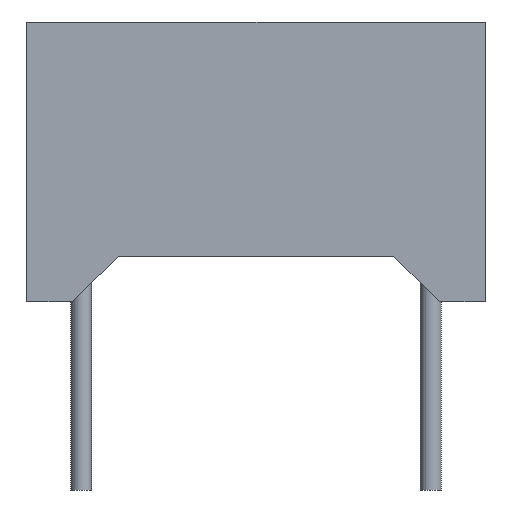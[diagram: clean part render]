
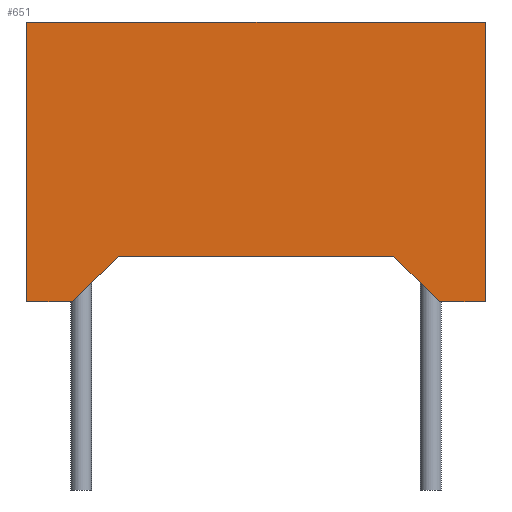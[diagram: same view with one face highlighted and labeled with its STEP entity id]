
A CAD part, left-side view. The second image highlights one B-rep face of the part: STEP entity #651.
In plain terms, the highlighted planar face has unit normal (-1, 0, 0).
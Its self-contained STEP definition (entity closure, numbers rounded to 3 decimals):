
#49=PLANE('',#727);
#89=FACE_OUTER_BOUND('',#140,.T.);
#140=EDGE_LOOP('',(#546,#547,#548,#549,#550,#551,#552,#553));
#158=LINE('',#1002,#217);
#166=LINE('',#1020,#225);
#187=LINE('',#1059,#246);
#193=LINE('',#1071,#252);
#194=LINE('',#1074,#253);
#196=LINE('',#1078,#255);
#197=LINE('',#1080,#256);
#198=LINE('',#1081,#257);
#217=VECTOR('',#837,10.);
#225=VECTOR('',#849,10.);
#246=VECTOR('',#882,10.);
#252=VECTOR('',#894,10.);
#253=VECTOR('',#897,10.);
#255=VECTOR('',#901,10.);
#256=VECTOR('',#902,10.);
#257=VECTOR('',#903,10.);
#309=VERTEX_POINT('',#999);
#310=VERTEX_POINT('',#1001);
#317=VERTEX_POINT('',#1017);
#318=VERTEX_POINT('',#1019);
#333=VERTEX_POINT('',#1069);
#334=VERTEX_POINT('',#1073);
#335=VERTEX_POINT('',#1077);
#336=VERTEX_POINT('',#1079);
#374=EDGE_CURVE('',#310,#309,#158,.T.);
#382=EDGE_CURVE('',#318,#317,#166,.T.);
#403=EDGE_CURVE('',#309,#318,#187,.T.);
#409=EDGE_CURVE('',#333,#317,#193,.T.);
#410=EDGE_CURVE('',#310,#334,#194,.T.);
#412=EDGE_CURVE('',#333,#335,#196,.T.);
#413=EDGE_CURVE('',#336,#335,#197,.T.);
#414=EDGE_CURVE('',#334,#336,#198,.T.);
#546=ORIENTED_EDGE('',*,*,#374,.T.);
#547=ORIENTED_EDGE('',*,*,#403,.T.);
#548=ORIENTED_EDGE('',*,*,#382,.T.);
#549=ORIENTED_EDGE('',*,*,#409,.F.);
#550=ORIENTED_EDGE('',*,*,#412,.T.);
#551=ORIENTED_EDGE('',*,*,#413,.F.);
#552=ORIENTED_EDGE('',*,*,#414,.F.);
#553=ORIENTED_EDGE('',*,*,#410,.F.);
#651=ADVANCED_FACE('',(#89),#49,.T.);
#727=AXIS2_PLACEMENT_3D('',#1076,#899,#900);
#837=DIRECTION('',(0.,-0.707,0.707));
#849=DIRECTION('',(0.,-0.707,-0.707));
#882=DIRECTION('',(0.,-1.,0.));
#894=DIRECTION('',(0.,1.,0.));
#897=DIRECTION('',(0.,1.,0.));
#899=DIRECTION('center_axis',(-1.,0.,0.));
#900=DIRECTION('ref_axis',(0.,-1.,0.));
#901=DIRECTION('',(0.,0.,1.));
#902=DIRECTION('',(0.,-1.,0.));
#903=DIRECTION('',(0.,0.,1.));
#999=CARTESIAN_POINT('',(-11.265,3.,1.));
#1001=CARTESIAN_POINT('',(-11.265,4.,0.));
#1002=CARTESIAN_POINT('',(-11.265,4.25,-0.25));
#1017=CARTESIAN_POINT('',(-11.265,-4.,0.));
#1019=CARTESIAN_POINT('',(-11.265,-3.,1.));
#1020=CARTESIAN_POINT('',(-11.265,-1.25,2.75));
#1059=CARTESIAN_POINT('',(-11.265,4.,1.));
#1069=CARTESIAN_POINT('',(-11.265,-5.,0.));
#1071=CARTESIAN_POINT('',(-11.265,-5.,0.));
#1073=CARTESIAN_POINT('',(-11.265,5.,0.));
#1074=CARTESIAN_POINT('',(-11.265,-5.,0.));
#1076=CARTESIAN_POINT('Origin',(-11.265,5.,0.));
#1077=CARTESIAN_POINT('',(-11.265,-5.,6.1));
#1078=CARTESIAN_POINT('',(-11.265,-5.,0.));
#1079=CARTESIAN_POINT('',(-11.265,5.,6.1));
#1080=CARTESIAN_POINT('',(-11.265,-5.,6.1));
#1081=CARTESIAN_POINT('',(-11.265,5.,0.));
